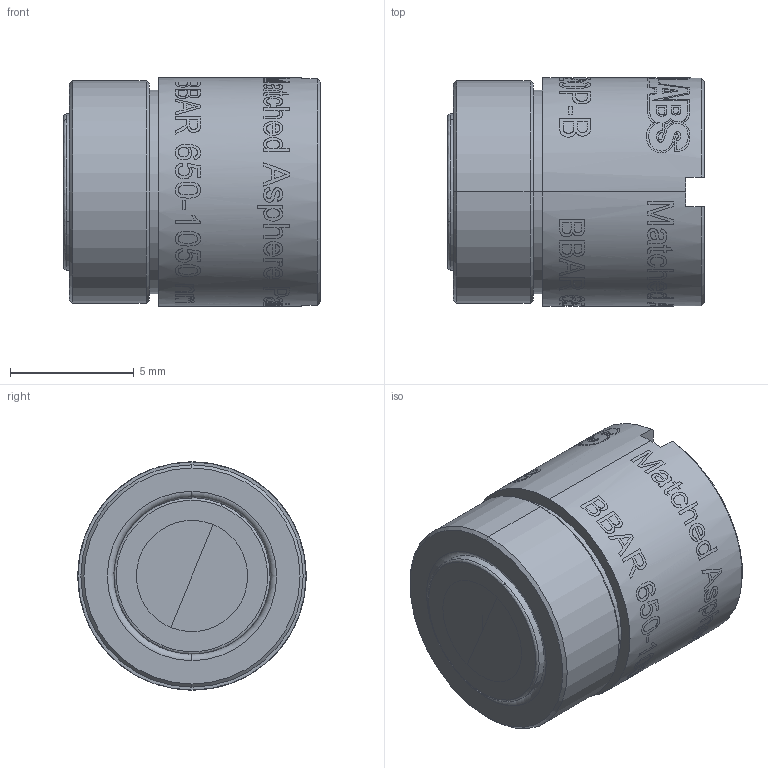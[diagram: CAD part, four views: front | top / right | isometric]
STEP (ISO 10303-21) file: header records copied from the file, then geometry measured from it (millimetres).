
FILE_DESCRIPTION (( 'STEP AP203' ), '1' );
FILE_NAME ('0851-E0W.STEP', '2021-01-28T19:07:15', ( '' ), ( '' ), 'SwSTEP 2.0', 'SolidWorks 2018', '' );
FILE_SCHEMA (( 'CONFIG_CONTROL_DESIGN' ));
Length unit declared in the file: millimetre
Products named in the file (1): 0851-E0W
Bounding box: 10.4 x 9.24 x 9.24 mm (x, y, z)
Volume: 531.3 mm3; surface area: 898.5 mm2
Topology: 3 solids, 3 shells, 159 faces, 897 edges, 829 vertices
Faces by surface type: cylinder 108, plane 21, bspline 20, cone 8, torus 2
Entity records: 15858 total; most frequent: CARTESIAN_POINT 9149, ORIENTED_EDGE 1778, DIRECTION 910, EDGE_CURVE 889, VERTEX_POINT 829, B_SPLINE_CURVE_WITH_KNOTS 490, AXIS2_PLACEMENT_3D 381, EDGE_LOOP 256
